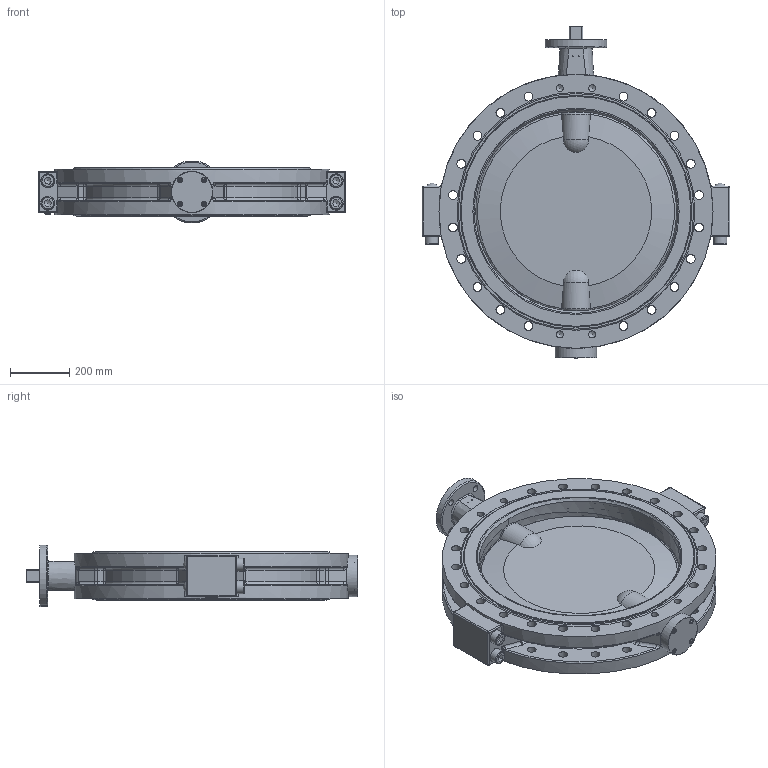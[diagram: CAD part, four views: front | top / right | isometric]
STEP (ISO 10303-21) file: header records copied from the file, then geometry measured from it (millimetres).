
FILE_DESCRIPTION(/* description */ (''),/* implementation_level */ '2;1');
FILE_NAME(/* name */ 'T212-A DN700.stp',/* time_stamp */ '2018-12-11T07:45:50+01:00',/* author */ ('hellwig'),/* organization */ (''),/* preprocessor_version */ 'ST-DEVELOPER v16.5',/* originating_system */ 'Autodesk Inventor 2017',/* authorisation */ '');
FILE_SCHEMA (('CONFIG_CONTROL_DESIGN'));
Length unit declared in the file: millimetre
Products named in the file (1): M13464
Bounding box: 1040 x 1123 x 209.6 mm (x, y, z)
Volume: 61286628.1 mm3; surface area: 3725102.3 mm2
Topology: 1 solids, 46 shells, 1221 faces, 3055 edges, 1930 vertices
Faces by surface type: plane 446, cylinder 315, bspline 215, cone 126, torus 83, sphere 36
Full cylindrical faces by diameter (mm): 3 x4, 4.134 x1, 8.376 x4, 10 x8, 11 x4, 16 x4, 18 x4, 22 x4, 23.752 x12, 30 x40, 33 x4, 45 x4, 48 x4, 60 x1, 70 x9, 70.1 x2, 71 x9, 75 x10, 75.1 x4, 82 x1, 85 x8, 86.3 x2, 87 x1, 98 x1, 130 x1, 140 x1, 687.3 x1, 690.3 x2, 780 x2, 784 x2
Entity records: 38642 total; most frequent: CARTESIAN_POINT 11296, ORIENTED_EDGE 5234, DIRECTION 4896, EDGE_CURVE 2598, AXIS2_PLACEMENT_3D 1869, VERTEX_POINT 1795, EDGE_LOOP 1711, STYLED_ITEM 1222
